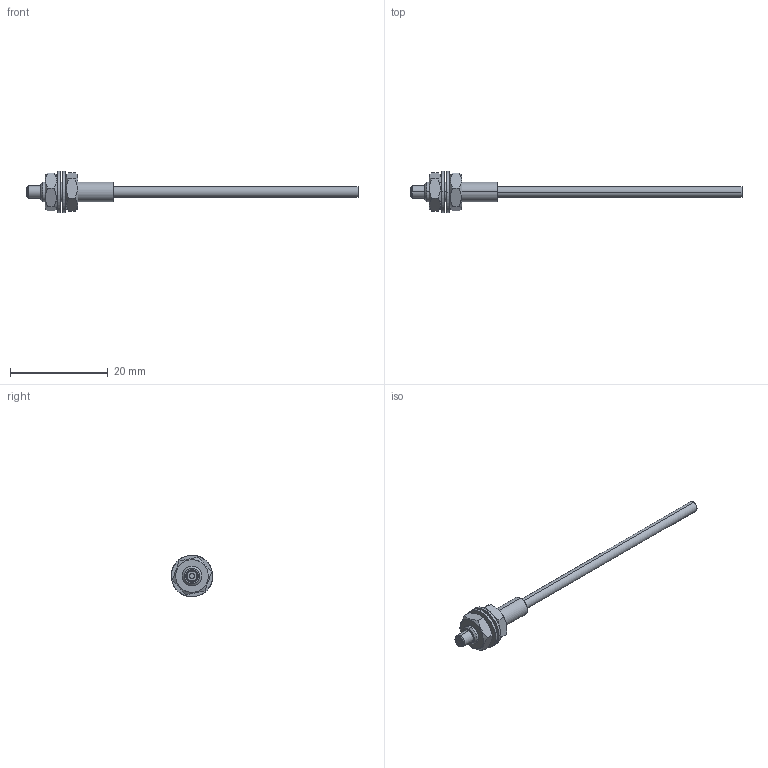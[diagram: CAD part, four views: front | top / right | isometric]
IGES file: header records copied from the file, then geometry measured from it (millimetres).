
Start section: SolidWorks IGES file using analytic representation for surfaces
Global section: file name: GPF-T025.IGS; native system: SolidWorks 2018; preprocessor: SolidWorks 2018; author: LTW; date: 171118.003924; units: millimetre
Bounding box: 68 x 8.5 x 8.5 mm (x, y, z)
Surface area: 1084 mm2 (no closed solid volume)
Topology: 0 solids, 0 shells, 65 faces, 1232 edges, 1232 vertices
Faces by surface type: revolution 36, bspline 29
